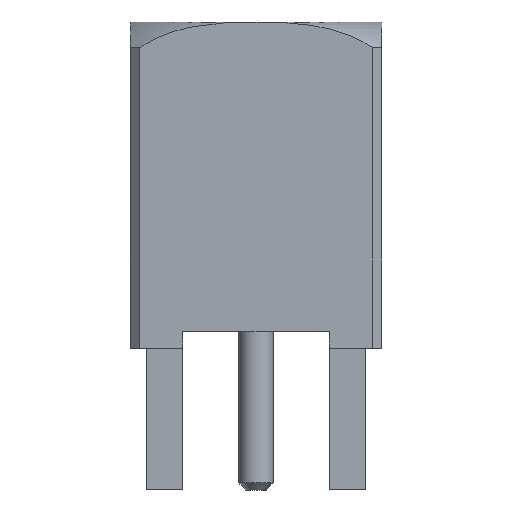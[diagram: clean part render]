
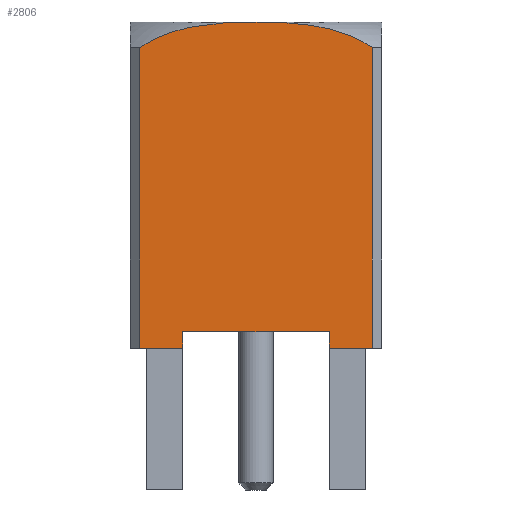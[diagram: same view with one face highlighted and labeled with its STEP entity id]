
A CAD part, left-side view. The second image highlights one B-rep face of the part: STEP entity #2806.
In plain terms, the highlighted planar face has unit normal (-1, 0, 0).
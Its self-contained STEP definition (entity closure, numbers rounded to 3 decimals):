
#30=B_SPLINE_CURVE_WITH_KNOTS('',3,(#3705,#3706,#3707,#3708,#3709),
 .UNSPECIFIED.,.F.,.F.,(4,1,4),(0.,0.002,
0.003),.UNSPECIFIED.);
#31=B_SPLINE_CURVE_WITH_KNOTS('',3,(#3712,#3713,#3714,#3715,#3716),
 .UNSPECIFIED.,.F.,.F.,(4,1,4),(0.018,0.02,0.022),
 .UNSPECIFIED.);
#54=LINE('',#3718,#238);
#55=LINE('',#3720,#239);
#56=LINE('',#3722,#240);
#57=LINE('',#3724,#241);
#58=LINE('',#3726,#242);
#59=LINE('',#3728,#243);
#60=LINE('',#3730,#244);
#238=VECTOR('',#3144,1000.);
#239=VECTOR('',#3145,1000.);
#240=VECTOR('',#3146,1000.);
#241=VECTOR('',#3147,1000.);
#242=VECTOR('',#3148,1000.);
#243=VECTOR('',#3149,1000.);
#244=VECTOR('',#3150,1000.);
#464=ORIENTED_EDGE('',*,*,#993,.F.);
#465=ORIENTED_EDGE('',*,*,#994,.F.);
#466=ORIENTED_EDGE('',*,*,#995,.T.);
#467=ORIENTED_EDGE('',*,*,#996,.T.);
#468=ORIENTED_EDGE('',*,*,#997,.F.);
#469=ORIENTED_EDGE('',*,*,#998,.F.);
#470=ORIENTED_EDGE('',*,*,#999,.T.);
#471=ORIENTED_EDGE('',*,*,#1000,.T.);
#472=ORIENTED_EDGE('',*,*,#1001,.T.);
#993=EDGE_CURVE('',#1259,#1260,#30,.T.);
#994=EDGE_CURVE('',#1261,#1259,#31,.T.);
#995=EDGE_CURVE('',#1261,#1262,#54,.T.);
#996=EDGE_CURVE('',#1262,#1263,#55,.T.);
#997=EDGE_CURVE('',#1264,#1263,#56,.T.);
#998=EDGE_CURVE('',#1265,#1264,#57,.T.);
#999=EDGE_CURVE('',#1265,#1266,#58,.T.);
#1000=EDGE_CURVE('',#1266,#1267,#59,.T.);
#1001=EDGE_CURVE('',#1267,#1260,#60,.T.);
#1259=VERTEX_POINT('',#3710);
#1260=VERTEX_POINT('',#3711);
#1261=VERTEX_POINT('',#3717);
#1262=VERTEX_POINT('',#3719);
#1263=VERTEX_POINT('',#3721);
#1264=VERTEX_POINT('',#3723);
#1265=VERTEX_POINT('',#3725);
#1266=VERTEX_POINT('',#3727);
#1267=VERTEX_POINT('',#3729);
#1502=EDGE_LOOP('',(#464,#465,#466,#467,#468,#469,#470,#471,#472));
#1670=FACE_BOUND('',#1502,.T.);
#1833=PLANE('',#2944);
#2806=ADVANCED_FACE('',(#1670),#1833,.F.);
#2944=AXIS2_PLACEMENT_3D('',#3704,#3142,#3143);
#3142=DIRECTION('',(1.,0.,0.));
#3143=DIRECTION('',(0.,1.,0.));
#3144=DIRECTION('',(0.,0.,-1.));
#3145=DIRECTION('',(0.,-1.,0.));
#3146=DIRECTION('',(0.,0.,-1.));
#3147=DIRECTION('',(0.,1.,0.));
#3148=DIRECTION('',(0.,0.,-1.));
#3149=DIRECTION('',(0.,-1.,0.));
#3150=DIRECTION('',(0.,0.,1.));
#3704=CARTESIAN_POINT('',(-3.5,3.5,9.06));
#3705=CARTESIAN_POINT('',(-3.5,0.,9.06));
#3706=CARTESIAN_POINT('',(-3.5,-0.561,9.06));
#3707=CARTESIAN_POINT('',(-3.5,-1.676,9.021));
#3708=CARTESIAN_POINT('',(-3.5,-2.774,8.671));
#3709=CARTESIAN_POINT('',(-3.5,-3.23,8.348));
#3710=CARTESIAN_POINT('',(-3.5,0.,9.06));
#3711=CARTESIAN_POINT('',(-3.5,-3.23,8.348));
#3712=CARTESIAN_POINT('',(-3.5,3.23,8.348));
#3713=CARTESIAN_POINT('',(-3.5,2.774,8.671));
#3714=CARTESIAN_POINT('',(-3.5,1.684,9.02));
#3715=CARTESIAN_POINT('',(-3.5,0.561,9.06));
#3716=CARTESIAN_POINT('',(-3.5,0.,9.06));
#3717=CARTESIAN_POINT('',(-3.5,3.23,8.348));
#3718=CARTESIAN_POINT('',(-3.5,3.23,9.06));
#3719=CARTESIAN_POINT('',(-3.5,3.23,0.));
#3720=CARTESIAN_POINT('',(-3.5,3.5,0.));
#3721=CARTESIAN_POINT('',(-3.5,2.03,0.));
#3722=CARTESIAN_POINT('',(-3.5,2.03,0.46));
#3723=CARTESIAN_POINT('',(-3.5,2.03,0.46));
#3724=CARTESIAN_POINT('',(-3.5,-2.03,0.46));
#3725=CARTESIAN_POINT('',(-3.5,-2.03,0.46));
#3726=CARTESIAN_POINT('',(-3.5,-2.03,0.46));
#3727=CARTESIAN_POINT('',(-3.5,-2.03,0.));
#3728=CARTESIAN_POINT('',(-3.5,3.5,0.));
#3729=CARTESIAN_POINT('',(-3.5,-3.23,0.));
#3730=CARTESIAN_POINT('',(-3.5,-3.23,9.06));
